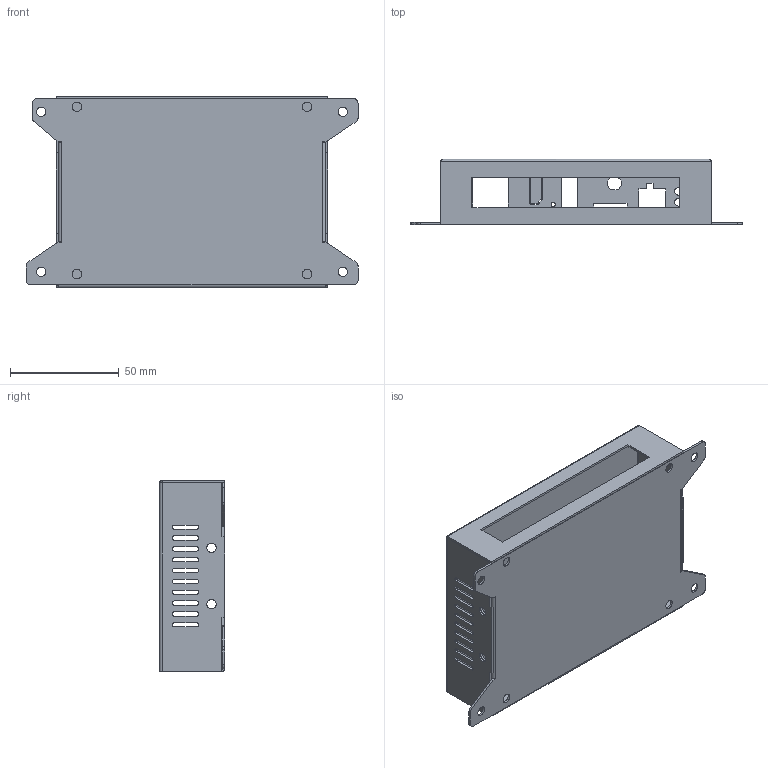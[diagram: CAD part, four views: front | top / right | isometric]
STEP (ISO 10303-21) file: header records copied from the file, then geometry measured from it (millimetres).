
FILE_DESCRIPTION (( 'STEP AP203' ), '1' );
FILE_NAME ('S16B.STEP', '2023-04-23T01:14:00', ( '微软用户' ), ( '微软中国' ), 'SwSTEP 2.0', 'SolidWorks 2018', '' );
FILE_SCHEMA (( 'CONFIG_CONTROL_DESIGN' ));
Length unit declared in the file: millimetre
Products named in the file (3): S16B; 狟褲; 奻褲
Assembly tree (2 placements, depth 2):
  S16B
    狟褲
    奻褲
Bounding box: 153 x 30 x 88 mm (x, y, z)
Volume: 32627.9 mm3; surface area: 67731.2 mm2
Topology: 2 solids, 2 shells, 291 faces, 813 edges, 526 vertices
Faces by surface type: plane 164, cylinder 123, bspline 4
Entity records: 9916 total; most frequent: CARTESIAN_POINT 1777, ORIENTED_EDGE 1626, DIRECTION 1621, EDGE_CURVE 813, LINE 561, VECTOR 561, AXIS2_PLACEMENT_3D 530, VERTEX_POINT 526
